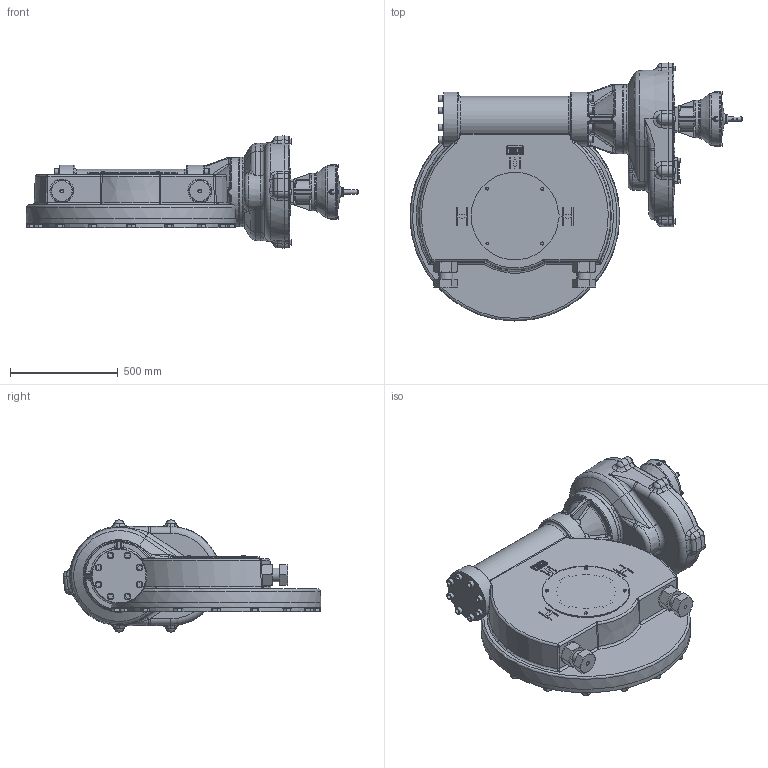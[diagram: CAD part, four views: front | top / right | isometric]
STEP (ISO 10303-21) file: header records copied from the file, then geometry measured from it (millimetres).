
FILE_DESCRIPTION(/* description */ ('Unknown'),/* implementation_level */ '2;1');
FILE_NAME(/* name */ 'PUB-HOW13-IR4-10-MPR10-10-MAN_SOLID_0-1',/* time_stamp */ '2019-10-23T11:25:30+01:00',/* author */ ('Unknown'),/* organization */ ('Unknown'),/* preprocessor_version */ 'ST-DEVELOPER v16.7',/* originating_system */ 'DEX',/* authorisation */ $);
FILE_SCHEMA (('AUTOMOTIVE_DESIGN {1 0 10303 214 3 1 1}'));
Products named in the file (1): PUB-HOW13-IR4-10-MPR10-10-MAN_SOLID_0-1
Bounding box: 1539.2 x 1195.99 x 519.96 mm (x, y, z)
Volume: 215035790.8 mm3; surface area: 4062870.8 mm2
Topology: 1 solids, 1 shells, 3107 faces, 7552 edges, 4757 vertices
Faces by surface type: plane 1269, bspline 1138, cone 351, cylinder 189, torus 122, sphere 38
Full cylindrical faces by diameter (mm): 2 x2, 6 x2, 12 x2, 13.27 x4, 17.5 x2, 18 x8, 20 x2, 20.5 x1, 22.098 x1, 24.7 x1, 25 x1, 29.5 x1, 30 x17, 30.7 x16, 31.67 x8, 39 x16, 64 x2, 80 x1, 110 x2, 175 x1, 250 x2, 320 x1, 330 x1, 400 x1, 871 x1, 972 x1
Entity records: 127957 total; most frequent: CARTESIAN_POINT 65950, ORIENTED_EDGE 14338, DIRECTION 9259, EDGE_CURVE 7169, VERTEX_POINT 4654, FACE_BOUND 3707, EDGE_LOOP 3697, AXIS2_PLACEMENT_3D 3292
